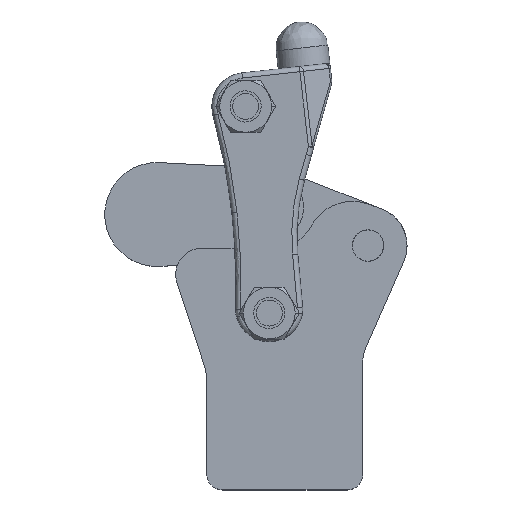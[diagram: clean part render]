
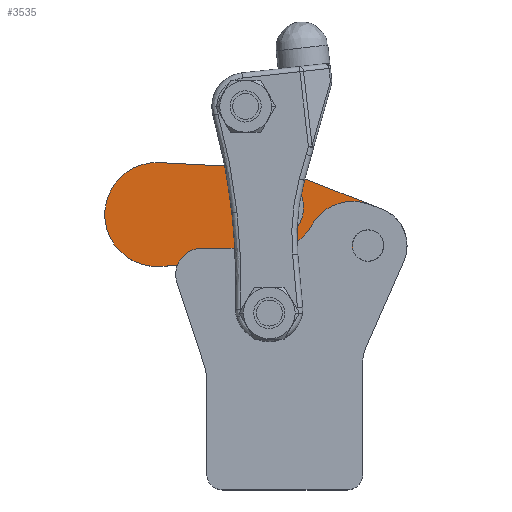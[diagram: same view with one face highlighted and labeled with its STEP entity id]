
A CAD part, top view. The second image highlights one B-rep face of the part: STEP entity #3535.
In plain terms, the highlighted planar face has unit normal (0, 0, 1).
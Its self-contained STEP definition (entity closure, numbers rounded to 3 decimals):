
#100 = ORIENTED_EDGE ( 'NONE', *, *, #2326, .F. ) ;
#242 = AXIS2_PLACEMENT_3D ( 'NONE', #10305, #4924, #3738 ) ;
#466 = LINE ( 'NONE', #7814, #9594 ) ;
#473 = DIRECTION ( 'NONE',  ( 0., 0., -1. ) ) ;
#483 = DIRECTION ( 'NONE',  ( 0., 0., -1. ) ) ;
#512 = CARTESIAN_POINT ( 'NONE',  ( 16., 13., 3. ) ) ;
#670 = EDGE_CURVE ( 'NONE', #2736, #981, #7057, .T. ) ;
#830 = DIRECTION ( 'NONE',  ( 1., 0., 0. ) ) ;
#935 = DIRECTION ( 'NONE',  ( 1., 0., 0. ) ) ;
#968 = VERTEX_POINT ( 'NONE', #2755 ) ;
#981 = VERTEX_POINT ( 'NONE', #2680 ) ;
#988 = EDGE_CURVE ( 'NONE', #3091, #5944, #1138, .T. ) ;
#1036 = ORIENTED_EDGE ( 'NONE', *, *, #5382, .F. ) ;
#1138 = CIRCLE ( 'NONE', #6608, 3. ) ;
#1220 = VERTEX_POINT ( 'NONE', #2319 ) ;
#1283 = CIRCLE ( 'NONE', #10052, 7.5 ) ;
#1365 = EDGE_LOOP ( 'NONE', ( #1808, #5940, #1036, #3186, #100, #6776, #4658, #4901, #1948 ) ) ;
#1382 = AXIS2_PLACEMENT_3D ( 'NONE', #9825, #3936, #10626 ) ;
#1566 = DIRECTION ( 'NONE',  ( 0., 0., 1. ) ) ;
#1581 = EDGE_CURVE ( 'NONE', #3470, #3808, #8455, .T. ) ;
#1642 = EDGE_LOOP ( 'NONE', ( #9660, #6104 ) ) ;
#1656 = DIRECTION ( 'NONE',  ( -0.997, -0.077, 0. ) ) ;
#1763 = EDGE_LOOP ( 'NONE', ( #6267, #3904 ) ) ;
#1808 = ORIENTED_EDGE ( 'NONE', *, *, #3989, .F. ) ;
#1883 = EDGE_CURVE ( 'NONE', #5944, #3091, #8435, .T. ) ;
#1915 = DIRECTION ( 'NONE',  ( 1., 0., 0. ) ) ;
#1924 = CARTESIAN_POINT ( 'NONE',  ( 0.75, 2.524, 3. ) ) ;
#1948 = ORIENTED_EDGE ( 'NONE', *, *, #1581, .F. ) ;
#2119 = DIRECTION ( 'NONE',  ( 1., 0., 0. ) ) ;
#2319 = CARTESIAN_POINT ( 'NONE',  ( 16.982, 5.777, 3. ) ) ;
#2326 = EDGE_CURVE ( 'NONE', #6343, #2647, #6852, .T. ) ;
#2541 = CARTESIAN_POINT ( 'NONE',  ( 0.175, 10.002, 3. ) ) ;
#2585 = VECTOR ( 'NONE', #9412, 1000. ) ;
#2647 = VERTEX_POINT ( 'NONE', #8638 ) ;
#2680 = CARTESIAN_POINT ( 'NONE',  ( 22., 13., 3. ) ) ;
#2733 = CARTESIAN_POINT ( 'NONE',  ( 3., 20., 3. ) ) ;
#2736 = VERTEX_POINT ( 'NONE', #512 ) ;
#2755 = CARTESIAN_POINT ( 'NONE',  ( 0.556, 27.534, 3. ) ) ;
#2796 = DIRECTION ( 'NONE',  ( 0., 0., -1. ) ) ;
#2846 = VERTEX_POINT ( 'NONE', #10541 ) ;
#2965 = DIRECTION ( 'NONE',  ( 1., 0., 0. ) ) ;
#3091 = VERTEX_POINT ( 'NONE', #2733 ) ;
#3108 = EDGE_CURVE ( 'NONE', #6343, #4600, #4587, .T. ) ;
#3186 = ORIENTED_EDGE ( 'NONE', *, *, #6086, .F. ) ;
#3353 = CARTESIAN_POINT ( 'NONE',  ( 26.5, 13., 3. ) ) ;
#3459 = LINE ( 'NONE', #9224, #5650 ) ;
#3470 = VERTEX_POINT ( 'NONE', #10403 ) ;
#3523 = CARTESIAN_POINT ( 'NONE',  ( 2.768, 9.747, 3. ) ) ;
#3534 = VERTEX_POINT ( 'NONE', #9559 ) ;
#3535 = ADVANCED_FACE ( 'NONE', ( #5874, #10271, #8324 ), #5536, .T. ) ;
#3558 = DIRECTION ( 'NONE',  ( 1., 0., 0. ) ) ;
#3585 = CARTESIAN_POINT ( 'NONE',  ( 19., 13., 3. ) ) ;
#3591 = CIRCLE ( 'NONE', #9591, 7.5 ) ;
#3662 = DIRECTION ( 'NONE',  ( 1., 0., 0. ) ) ;
#3713 = CIRCLE ( 'NONE', #1382, 10. ) ;
#3738 = DIRECTION ( 'NONE',  ( 1., 0., 0. ) ) ;
#3808 = VERTEX_POINT ( 'NONE', #3353 ) ;
#3904 = ORIENTED_EDGE ( 'NONE', *, *, #670, .T. ) ;
#3936 = DIRECTION ( 'NONE',  ( 0., 0., -1. ) ) ;
#3989 = EDGE_CURVE ( 'NONE', #2846, #3470, #466, .T. ) ;
#4587 = CIRCLE ( 'NONE', #6679, 7.5 ) ;
#4600 = VERTEX_POINT ( 'NONE', #3523 ) ;
#4658 = ORIENTED_EDGE ( 'NONE', *, *, #5684, .F. ) ;
#4901 = ORIENTED_EDGE ( 'NONE', *, *, #6646, .F. ) ;
#4924 = DIRECTION ( 'NONE',  ( 0., 0., -1. ) ) ;
#5058 = CARTESIAN_POINT ( 'NONE',  ( 0., 20., 3. ) ) ;
#5160 = DIRECTION ( 'NONE',  ( -0.963, 0.269, 0. ) ) ;
#5232 = CARTESIAN_POINT ( 'NONE',  ( -3., 20., 3. ) ) ;
#5266 = CIRCLE ( 'NONE', #242, 3. ) ;
#5382 = EDGE_CURVE ( 'NONE', #3534, #968, #6963, .T. ) ;
#5536 = PLANE ( 'NONE',  #7101 ) ;
#5650 = VECTOR ( 'NONE', #5160, 1000. ) ;
#5684 = EDGE_CURVE ( 'NONE', #1220, #4600, #3459, .T. ) ;
#5852 = CARTESIAN_POINT ( 'NONE',  ( -20.957, 8.379, 3. ) ) ;
#5874 = FACE_BOUND ( 'NONE', #1642, .T. ) ;
#5909 = AXIS2_PLACEMENT_3D ( 'NONE', #3585, #8512, #3558 ) ;
#5940 = ORIENTED_EDGE ( 'NONE', *, *, #8912, .F. ) ;
#5944 = VERTEX_POINT ( 'NONE', #5232 ) ;
#6086 = EDGE_CURVE ( 'NONE', #2647, #3534, #3713, .T. ) ;
#6104 = ORIENTED_EDGE ( 'NONE', *, *, #1883, .T. ) ;
#6267 = ORIENTED_EDGE ( 'NONE', *, *, #9631, .T. ) ;
#6343 = VERTEX_POINT ( 'NONE', #2541 ) ;
#6608 = AXIS2_PLACEMENT_3D ( 'NONE', #7044, #483, #2119 ) ;
#6646 = EDGE_CURVE ( 'NONE', #3808, #1220, #1283, .T. ) ;
#6679 = AXIS2_PLACEMENT_3D ( 'NONE', #1924, #10202, #7635 ) ;
#6692 = AXIS2_PLACEMENT_3D ( 'NONE', #5058, #8369, #935 ) ;
#6776 = ORIENTED_EDGE ( 'NONE', *, *, #3108, .T. ) ;
#6852 = LINE ( 'NONE', #5852, #7511 ) ;
#6963 = LINE ( 'NONE', #7720, #2585 ) ;
#7044 = CARTESIAN_POINT ( 'NONE',  ( 0., 20., 3. ) ) ;
#7057 = CIRCLE ( 'NONE', #5909, 3. ) ;
#7094 = DIRECTION ( 'NONE',  ( 0.936, -0.352, 0. ) ) ;
#7101 = AXIS2_PLACEMENT_3D ( 'NONE', #9773, #1566, #830 ) ;
#7511 = VECTOR ( 'NONE', #1656, 1000. ) ;
#7635 = DIRECTION ( 'NONE',  ( 1., 0., 0. ) ) ;
#7699 = CARTESIAN_POINT ( 'NONE',  ( 0.28, 20.039, 3. ) ) ;
#7720 = CARTESIAN_POINT ( 'NONE',  ( 0.556, 27.534, 3. ) ) ;
#7814 = CARTESIAN_POINT ( 'NONE',  ( 21.64, 20.02, 3. ) ) ;
#7907 = DIRECTION ( 'NONE',  ( 0., 0., -1. ) ) ;
#8201 = AXIS2_PLACEMENT_3D ( 'NONE', #8636, #473, #3662 ) ;
#8324 = FACE_OUTER_BOUND ( 'NONE', #1365, .T. ) ;
#8369 = DIRECTION ( 'NONE',  ( 0., 0., -1. ) ) ;
#8435 = CIRCLE ( 'NONE', #6692, 3. ) ;
#8455 = CIRCLE ( 'NONE', #8201, 7.5 ) ;
#8512 = DIRECTION ( 'NONE',  ( 0., 0., -1. ) ) ;
#8636 = CARTESIAN_POINT ( 'NONE',  ( 19., 13., 3. ) ) ;
#8638 = CARTESIAN_POINT ( 'NONE',  ( -20.957, 8.379, 3. ) ) ;
#8912 = EDGE_CURVE ( 'NONE', #968, #2846, #3591, .T. ) ;
#9224 = CARTESIAN_POINT ( 'NONE',  ( 2.768, 9.747, 3. ) ) ;
#9412 = DIRECTION ( 'NONE',  ( 0.999, -0.037, 0. ) ) ;
#9559 = CARTESIAN_POINT ( 'NONE',  ( -21.354, 28.343, 3. ) ) ;
#9591 = AXIS2_PLACEMENT_3D ( 'NONE', #7699, #2796, #1915 ) ;
#9594 = VECTOR ( 'NONE', #7094, 1000. ) ;
#9631 = EDGE_CURVE ( 'NONE', #981, #2736, #5266, .T. ) ;
#9660 = ORIENTED_EDGE ( 'NONE', *, *, #988, .T. ) ;
#9773 = CARTESIAN_POINT ( 'NONE',  ( 0., -20., 3. ) ) ;
#9825 = CARTESIAN_POINT ( 'NONE',  ( -21.723, 18.35, 3. ) ) ;
#10052 = AXIS2_PLACEMENT_3D ( 'NONE', #10545, #7907, #2965 ) ;
#10202 = DIRECTION ( 'NONE',  ( 0., 0., -1. ) ) ;
#10271 = FACE_BOUND ( 'NONE', #1763, .T. ) ;
#10305 = CARTESIAN_POINT ( 'NONE',  ( 19., 13., 3. ) ) ;
#10403 = CARTESIAN_POINT ( 'NONE',  ( 21.64, 20.02, 3. ) ) ;
#10541 = CARTESIAN_POINT ( 'NONE',  ( 2.92, 27.06, 3. ) ) ;
#10545 = CARTESIAN_POINT ( 'NONE',  ( 19., 13., 3. ) ) ;
#10626 = DIRECTION ( 'NONE',  ( 1., 0., 0. ) ) ;
